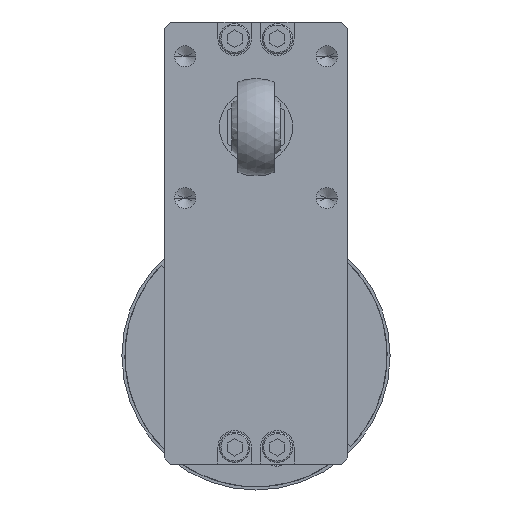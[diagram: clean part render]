
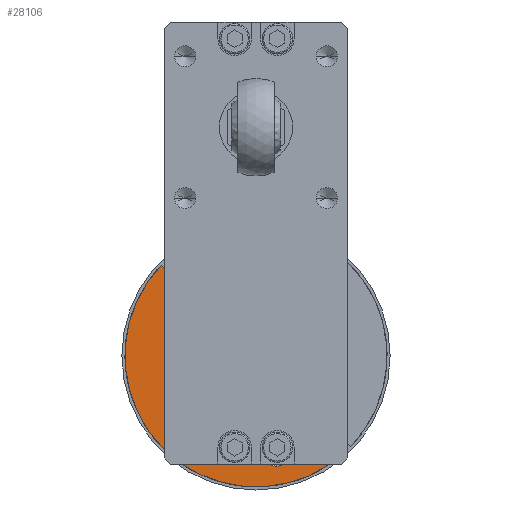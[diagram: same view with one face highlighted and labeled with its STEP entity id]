
A CAD part, left-side view. The second image highlights one B-rep face of the part: STEP entity #28106.
In plain terms, the highlighted face is planar.
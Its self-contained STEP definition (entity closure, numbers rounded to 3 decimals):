
#27393=CARTESIAN_POINT('',(-27.907,-96.5,26.493));
#27394=VERTEX_POINT('',#27393);
#27401=CARTESIAN_POINT('',(-28.2,-96.5,25.2));
#27402=VERTEX_POINT('',#27401);
#27403=CARTESIAN_POINT('',(-25.2,-96.5,25.2));
#27404=DIRECTION('',(0.0,1.0,0.0));
#27405=DIRECTION('',(1.0,0.0,0.0));
#27406=AXIS2_PLACEMENT_3D('',#27403,#27404,#27405);
#27407=CIRCLE('',#27406,3.0);
#27408=EDGE_CURVE('',#27402,#27394,#27407,.T.);
#27850=CARTESIAN_POINT('',(26.493,-96.5,-27.907));
#27851=VERTEX_POINT('',#27850);
#27859=CARTESIAN_POINT('',(25.2,-96.5,-28.2));
#27860=VERTEX_POINT('',#27859);
#27867=CARTESIAN_POINT('',(25.2,-96.5,-25.2));
#27868=DIRECTION('',(0.0,1.0,0.0));
#27869=DIRECTION('',(1.0,0.0,0.0));
#27870=AXIS2_PLACEMENT_3D('',#27867,#27868,#27869);
#27871=CIRCLE('',#27870,3.0);
#27872=EDGE_CURVE('',#27851,#27860,#27871,.T.);
#27987=CARTESIAN_POINT('',(-28.2,-96.5,-25.2));
#27988=VERTEX_POINT('',#27987);
#27995=CARTESIAN_POINT('',(-25.2,-96.5,-28.2));
#27996=VERTEX_POINT('',#27995);
#27997=CARTESIAN_POINT('',(-25.2,-96.5,-25.2));
#27998=DIRECTION('',(0.0,1.0,0.0));
#27999=DIRECTION('',(1.0,0.0,0.0));
#28000=AXIS2_PLACEMENT_3D('',#27997,#27998,#27999);
#28001=CIRCLE('',#28000,3.0);
#28002=EDGE_CURVE('',#27996,#27988,#28001,.T.);
#28044=CARTESIAN_POINT('',(0.0,-96.5,35.6));
#28045=DIRECTION('',(0.0,-1.0,0.0));
#28046=DIRECTION('',(0.0,0.0,-1.0));
#28047=AXIS2_PLACEMENT_3D('',#28044,#28045,#28046);
#28048=PLANE('',#28047);
#28049=CARTESIAN_POINT('',(10.8,-96.5,-28.2));
#28050=VERTEX_POINT('',#28049);
#28051=CARTESIAN_POINT('',(2.8,-96.5,-28.2));
#28052=VERTEX_POINT('',#28051);
#28053=CARTESIAN_POINT('',(6.8,-96.5,-31.2));
#28054=DIRECTION('',(0.0,1.0,0.0));
#28055=DIRECTION('',(0.0,0.0,-1.0));
#28056=AXIS2_PLACEMENT_3D('',#28053,#28054,#28055);
#28057=CIRCLE('',#28056,5.0);
#28058=EDGE_CURVE('',#28050,#28052,#28057,.T.);
#28059=ORIENTED_EDGE('',*,*,#28058,.T.);
#28060=CARTESIAN_POINT('',(2.8,-96.5,-28.2));
#28061=DIRECTION('',(-1.0,0.0,0.0));
#28062=VECTOR('',#28061,28.0);
#28063=LINE('',#28060,#28062);
#28064=EDGE_CURVE('',#28052,#27996,#28063,.T.);
#28065=ORIENTED_EDGE('',*,*,#28064,.T.);
#28066=ORIENTED_EDGE('',*,*,#28002,.T.);
#28067=CARTESIAN_POINT('',(-28.2,-96.5,-25.2));
#28068=DIRECTION('',(0.0,0.0,1.0));
#28069=VECTOR('',#28068,50.4);
#28070=LINE('',#28067,#28069);
#28071=EDGE_CURVE('',#27988,#27402,#28070,.T.);
#28072=ORIENTED_EDGE('',*,*,#28071,.T.);
#28073=ORIENTED_EDGE('',*,*,#27408,.T.);
#28074=CARTESIAN_POINT('',(-31.104,-96.5,29.69));
#28075=VERTEX_POINT('',#28074);
#28076=CARTESIAN_POINT('',(-27.907,-96.5,26.493));
#28077=DIRECTION('',(-0.707,0.,0.707));
#28078=VECTOR('',#28077,4.522);
#28079=LINE('',#28076,#28078);
#28080=EDGE_CURVE('',#27394,#28075,#28079,.T.);
#28081=ORIENTED_EDGE('',*,*,#28080,.T.);
#28082=CARTESIAN_POINT('',(29.69,-96.5,-31.104));
#28083=VERTEX_POINT('',#28082);
#28084=CARTESIAN_POINT('',(0.0,-96.5,0.));
#28085=DIRECTION('',(0.0,-1.0,0.0));
#28086=DIRECTION('',(0.0,0.0,1.0));
#28087=AXIS2_PLACEMENT_3D('',#28084,#28085,#28086);
#28088=CIRCLE('',#28087,43.);
#28089=EDGE_CURVE('',#28075,#28083,#28088,.T.);
#28090=ORIENTED_EDGE('',*,*,#28089,.T.);
#28091=CARTESIAN_POINT('',(29.69,-96.5,-31.104));
#28092=DIRECTION('',(-0.707,0.,0.707));
#28093=VECTOR('',#28092,4.522);
#28094=LINE('',#28091,#28093);
#28095=EDGE_CURVE('',#28083,#27851,#28094,.T.);
#28096=ORIENTED_EDGE('',*,*,#28095,.T.);
#28097=ORIENTED_EDGE('',*,*,#27872,.T.);
#28098=CARTESIAN_POINT('',(25.2,-96.5,-28.2));
#28099=DIRECTION('',(-1.0,0.0,0.0));
#28100=VECTOR('',#28099,14.4);
#28101=LINE('',#28098,#28100);
#28102=EDGE_CURVE('',#27860,#28050,#28101,.T.);
#28103=ORIENTED_EDGE('',*,*,#28102,.T.);
#28104=EDGE_LOOP('',(#28059,#28065,#28066,#28072,#28073,#28081,#28090,#28096,#28097,#28103));
#28105=FACE_OUTER_BOUND('',#28104,.T.);
#28106=ADVANCED_FACE('',(#28105),#28048,.T.);
